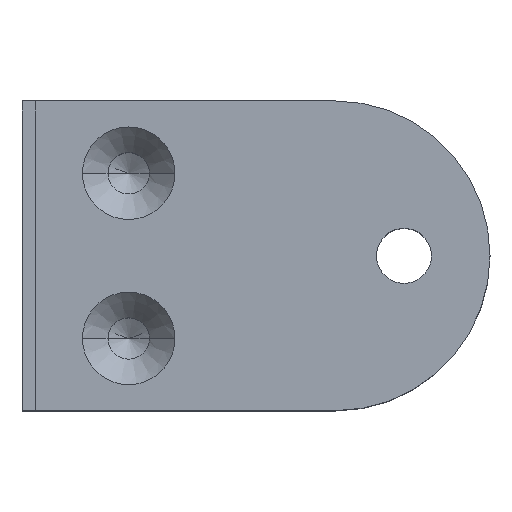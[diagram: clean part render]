
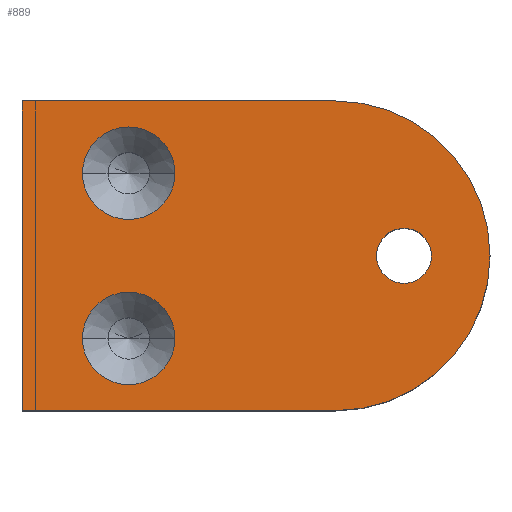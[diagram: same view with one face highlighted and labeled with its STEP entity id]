
A CAD part, top view. The second image highlights one B-rep face of the part: STEP entity #889.
In plain terms, the highlighted planar face has unit normal (0, 0, 1).
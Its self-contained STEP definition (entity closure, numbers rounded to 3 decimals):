
#46=DIRECTION('',(0.,1.,0.));
#47=VECTOR('',#46,45.);
#48=CARTESIAN_POINT('',(-45.5,-22.5,0.));
#49=LINE('',#48,#47);
#50=DIRECTION('',(-1.,0.,0.));
#51=VECTOR('',#50,45.5);
#52=CARTESIAN_POINT('',(0.,22.5,0.));
#53=LINE('',#52,#51);
#54=CARTESIAN_POINT('',(0.,0.,0.));
#55=DIRECTION('',(0.,0.,1.));
#56=DIRECTION('',(0.,-1.,0.));
#57=AXIS2_PLACEMENT_3D('',#54,#55,#56);
#59=DIRECTION('',(1.,0.,0.));
#60=VECTOR('',#59,45.5);
#61=CARTESIAN_POINT('',(-45.5,-22.5,0.));
#62=LINE('',#61,#60);
#63=CARTESIAN_POINT('',(-30.,12.,0.));
#64=DIRECTION('',(0.,0.,1.));
#65=DIRECTION('',(-1.,0.,0.));
#66=AXIS2_PLACEMENT_3D('',#63,#64,#65);
#68=CARTESIAN_POINT('',(-30.,12.,0.));
#69=DIRECTION('',(0.,0.,1.));
#70=DIRECTION('',(1.,0.,0.));
#71=AXIS2_PLACEMENT_3D('',#68,#69,#70);
#73=CARTESIAN_POINT('',(-30.,-12.,0.));
#74=DIRECTION('',(0.,0.,1.));
#75=DIRECTION('',(-1.,0.,0.));
#76=AXIS2_PLACEMENT_3D('',#73,#74,#75);
#78=CARTESIAN_POINT('',(-30.,-12.,0.));
#79=DIRECTION('',(0.,0.,1.));
#80=DIRECTION('',(1.,0.,0.));
#81=AXIS2_PLACEMENT_3D('',#78,#79,#80);
#83=CARTESIAN_POINT('',(10.,0.,0.));
#84=DIRECTION('',(0.,0.,1.));
#85=DIRECTION('',(1.,0.,0.));
#86=AXIS2_PLACEMENT_3D('',#83,#84,#85);
#88=CARTESIAN_POINT('',(10.,0.,0.));
#89=DIRECTION('',(0.,0.,1.));
#90=DIRECTION('',(-1.,0.,0.));
#91=AXIS2_PLACEMENT_3D('',#88,#89,#90);
#702=CARTESIAN_POINT('',(-36.72,12.,0.));
#703=CARTESIAN_POINT('',(-23.28,12.,0.));
#704=VERTEX_POINT('',#702);
#705=VERTEX_POINT('',#703);
#716=CARTESIAN_POINT('',(-36.72,-12.,0.));
#717=CARTESIAN_POINT('',(-23.28,-12.,0.));
#718=VERTEX_POINT('',#716);
#719=VERTEX_POINT('',#717);
#720=CARTESIAN_POINT('',(-45.5,-22.5,0.));
#721=CARTESIAN_POINT('',(-45.5,22.5,0.));
#722=VERTEX_POINT('',#720);
#723=VERTEX_POINT('',#721);
#824=CARTESIAN_POINT('',(14.,0.,0.));
#825=CARTESIAN_POINT('',(6.,0.,0.));
#826=VERTEX_POINT('',#824);
#827=VERTEX_POINT('',#825);
#840=CARTESIAN_POINT('',(0.,-22.5,0.));
#841=CARTESIAN_POINT('',(0.,22.5,0.));
#842=VERTEX_POINT('',#840);
#843=VERTEX_POINT('',#841);
#856=CARTESIAN_POINT('',(0.,0.,0.));
#857=DIRECTION('',(0.,0.,1.));
#858=DIRECTION('',(1.,0.,0.));
#859=AXIS2_PLACEMENT_3D('',#856,#857,#858);
#860=PLANE('',#859);
#862=ORIENTED_EDGE('',*,*,#861,.T.);
#864=ORIENTED_EDGE('',*,*,#863,.F.);
#866=ORIENTED_EDGE('',*,*,#865,.F.);
#868=ORIENTED_EDGE('',*,*,#867,.F.);
#869=EDGE_LOOP('',(#862,#864,#866,#868));
#870=FACE_OUTER_BOUND('',#869,.F.);
#872=ORIENTED_EDGE('',*,*,#871,.T.);
#874=ORIENTED_EDGE('',*,*,#873,.T.);
#875=EDGE_LOOP('',(#872,#874));
#876=FACE_BOUND('',#875,.F.);
#878=ORIENTED_EDGE('',*,*,#877,.T.);
#880=ORIENTED_EDGE('',*,*,#879,.T.);
#881=EDGE_LOOP('',(#878,#880));
#882=FACE_BOUND('',#881,.F.);
#884=ORIENTED_EDGE('',*,*,#883,.T.);
#886=ORIENTED_EDGE('',*,*,#885,.T.);
#887=EDGE_LOOP('',(#884,#886));
#888=FACE_BOUND('',#887,.F.);
#889=ADVANCED_FACE('',(#870,#876,#882,#888),#860,.T.);
#58=CIRCLE('',#57,22.5);
#67=CIRCLE('',#66,6.72);
#72=CIRCLE('',#71,6.72);
#77=CIRCLE('',#76,6.72);
#82=CIRCLE('',#81,6.72);
#87=CIRCLE('',#86,4.);
#92=CIRCLE('',#91,4.);
#861=EDGE_CURVE('',#722,#723,#49,.T.);
#863=EDGE_CURVE('',#843,#723,#53,.T.);
#865=EDGE_CURVE('',#842,#843,#58,.T.);
#867=EDGE_CURVE('',#722,#842,#62,.T.);
#871=EDGE_CURVE('',#704,#705,#67,.T.);
#873=EDGE_CURVE('',#705,#704,#72,.T.);
#877=EDGE_CURVE('',#718,#719,#77,.T.);
#879=EDGE_CURVE('',#719,#718,#82,.T.);
#883=EDGE_CURVE('',#826,#827,#87,.T.);
#885=EDGE_CURVE('',#827,#826,#92,.T.);
